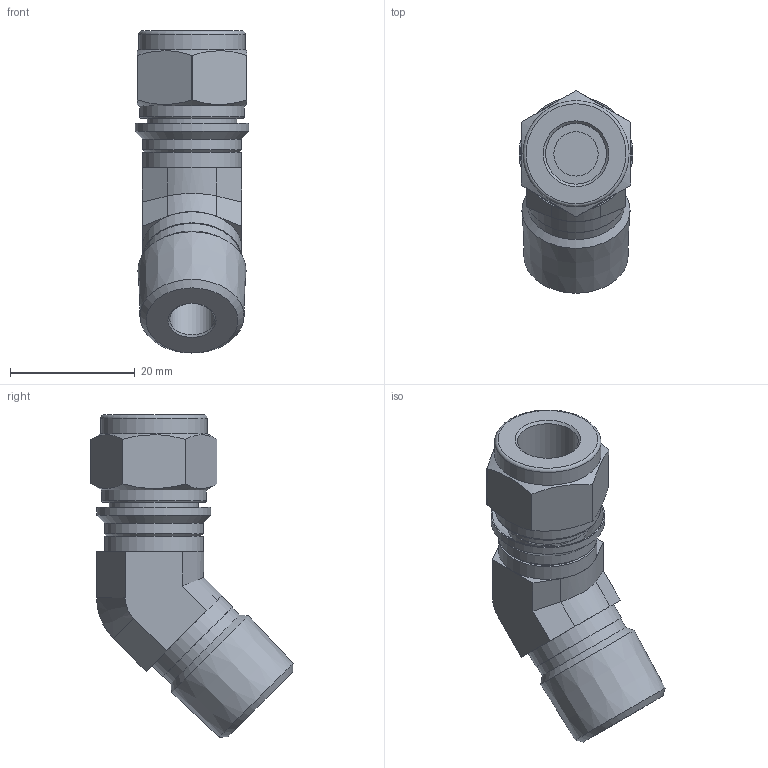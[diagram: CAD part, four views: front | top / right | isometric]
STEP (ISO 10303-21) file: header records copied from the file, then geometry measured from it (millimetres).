
FILE_DESCRIPTION(/* description */ (''),/* implementation_level */ '2;1');
FILE_NAME(/* name */ 'SHMEI-6-6N.stp',/* time_stamp */ '2022-05-10T11:15:53+09:00',/* author */ ('user'),/* organization */ (''),/* preprocessor_version */ 'ST-DEVELOPER v18.1',/* originating_system */ 'Autodesk Inventor 2022',/* authorisation */ '');
FILE_SCHEMA (('AUTOMOTIVE_DESIGN { 1 0 10303 214 3 1 1 }'));
Length unit declared in the file: millimetre
Products named in the file (1): SHME-6-6N
Bounding box: 18.25 x 32.35 x 51.58 mm (x, y, z)
Volume: 9654.5 mm3; surface area: 5003.9 mm2
Topology: 1 solids, 1 shells, 67 faces, 144 edges, 90 vertices
Faces by surface type: plane 29, cylinder 22, cone 14, torus 2
Full cylindrical faces by diameter (mm): 7.11 x1, 7.112 x2, 9.73 x1, 12.5 x1, 13.05 x1, 14.28 x1, 15.5 x1, 15.8 x3, 16.8 x1, 17 x1, 18.25 x1
Entity records: 1845 total; most frequent: DIRECTION 330, CARTESIAN_POINT 326, ORIENTED_EDGE 288, EDGE_CURVE 144, AXIS2_PLACEMENT_3D 130, VERTEX_POINT 90, EDGE_LOOP 78, LINE 70
